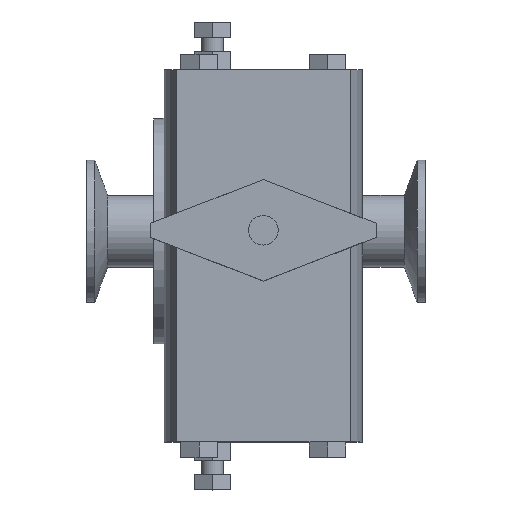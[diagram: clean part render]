
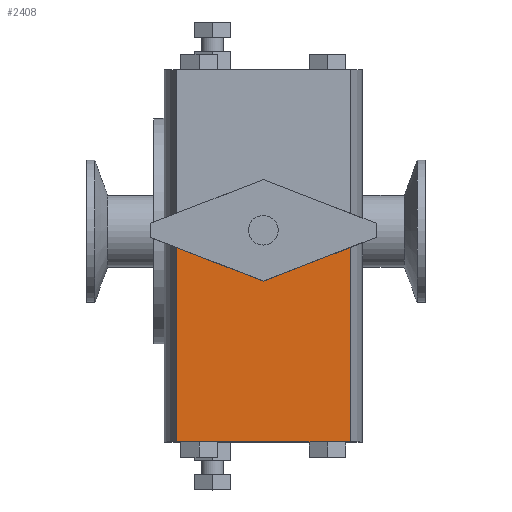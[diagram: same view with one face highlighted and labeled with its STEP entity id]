
A CAD part, top view. The second image highlights one B-rep face of the part: STEP entity #2408.
In plain terms, the highlighted planar face has unit normal (0, 0, 1).
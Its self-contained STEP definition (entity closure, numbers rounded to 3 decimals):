
#70=PLANE('',#2615);
#222=FACE_OUTER_BOUND('',#375,.T.);
#375=EDGE_LOOP('',(#1841,#1842,#1843,#1844,#1845));
#573=LINE('',#3675,#857);
#574=LINE('',#3677,#858);
#581=LINE('',#3691,#865);
#582=LINE('',#3693,#866);
#583=LINE('',#3694,#867);
#857=VECTOR('',#2926,10.);
#858=VECTOR('',#2929,10.);
#865=VECTOR('',#2944,10.);
#866=VECTOR('',#2945,10.);
#867=VECTOR('',#2946,10.);
#1149=VERTEX_POINT('',#3641);
#1154=VERTEX_POINT('',#3651);
#1162=VERTEX_POINT('',#3673);
#1165=VERTEX_POINT('',#3690);
#1166=VERTEX_POINT('',#3692);
#1411=EDGE_CURVE('',#1149,#1162,#573,.T.);
#1412=EDGE_CURVE('',#1162,#1154,#574,.T.);
#1419=EDGE_CURVE('',#1154,#1165,#581,.T.);
#1420=EDGE_CURVE('',#1165,#1166,#582,.T.);
#1421=EDGE_CURVE('',#1166,#1149,#583,.T.);
#1841=ORIENTED_EDGE('',*,*,#1412,.T.);
#1842=ORIENTED_EDGE('',*,*,#1419,.T.);
#1843=ORIENTED_EDGE('',*,*,#1420,.T.);
#1844=ORIENTED_EDGE('',*,*,#1421,.T.);
#1845=ORIENTED_EDGE('',*,*,#1411,.T.);
#2408=ADVANCED_FACE('',(#222),#70,.T.);
#2615=AXIS2_PLACEMENT_3D('',#3689,#2942,#2943);
#2926=DIRECTION('',(-0.932,-0.361,0.));
#2929=DIRECTION('',(-0.932,0.361,0.));
#2942=DIRECTION('center_axis',(0.,0.,1.));
#2943=DIRECTION('ref_axis',(1.,0.,0.));
#2944=DIRECTION('',(0.,-1.,0.));
#2945=DIRECTION('',(1.,0.,0.));
#2946=DIRECTION('',(0.,1.,0.));
#3641=CARTESIAN_POINT('',(30.8,-6.065,161.5));
#3651=CARTESIAN_POINT('',(-30.8,-6.065,161.5));
#3673=CARTESIAN_POINT('',(0.,-18.,161.5));
#3675=CARTESIAN_POINT('',(1.516,-17.413,161.5));
#3677=CARTESIAN_POINT('',(-21.516,-9.663,161.5));
#3689=CARTESIAN_POINT('Origin',(0.,-9.,161.5));
#3690=CARTESIAN_POINT('',(-30.8,-75.,161.5));
#3691=CARTESIAN_POINT('',(-30.8,-9.,161.5));
#3692=CARTESIAN_POINT('',(30.8,-75.,161.5));
#3693=CARTESIAN_POINT('',(30.8,-75.,161.5));
#3694=CARTESIAN_POINT('',(30.8,-9.,161.5));
